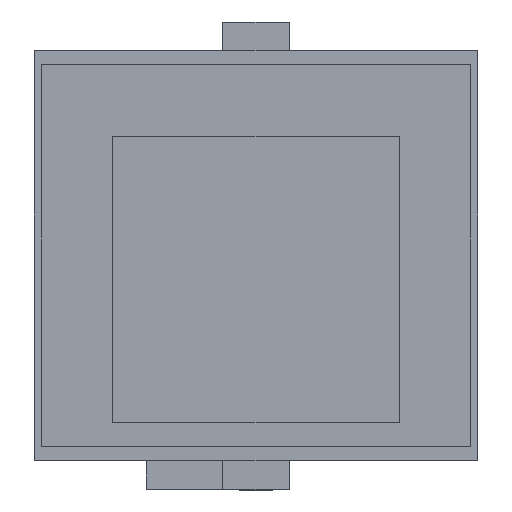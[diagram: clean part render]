
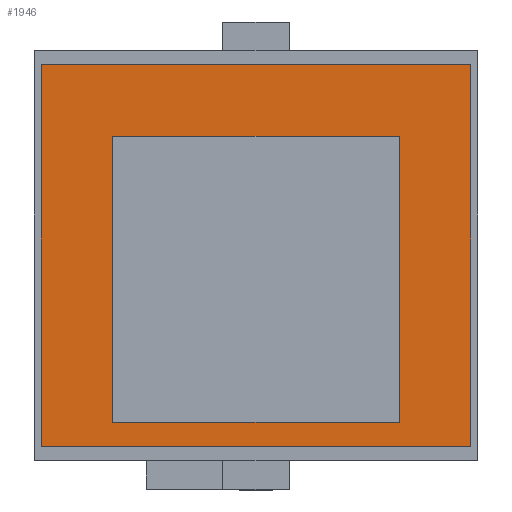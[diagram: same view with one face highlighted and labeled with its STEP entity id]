
A CAD part, top view. The second image highlights one B-rep face of the part: STEP entity #1946.
In plain terms, the highlighted planar face has unit normal (0, 0, 1).
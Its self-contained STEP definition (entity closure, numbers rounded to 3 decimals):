
#767 = PLANE('',#768);
#768 = AXIS2_PLACEMENT_3D('',#769,#770,#771);
#769 = CARTESIAN_POINT('',(-2.25,2.,0.186));
#770 = DIRECTION('',(0.,1.,0.));
#771 = DIRECTION('',(1.,0.,0.));
#794 = PLANE('',#795);
#795 = AXIS2_PLACEMENT_3D('',#796,#797,#798);
#796 = CARTESIAN_POINT('',(2.25,2.,0.186));
#797 = DIRECTION('',(1.,0.,0.));
#798 = DIRECTION('',(0.,-1.,0.));
#821 = PLANE('',#822);
#822 = AXIS2_PLACEMENT_3D('',#823,#824,#825);
#823 = CARTESIAN_POINT('',(2.25,-2.,0.186));
#824 = DIRECTION('',(0.,-1.,0.));
#825 = DIRECTION('',(-1.,0.,0.));
#846 = PLANE('',#847);
#847 = AXIS2_PLACEMENT_3D('',#848,#849,#850);
#848 = CARTESIAN_POINT('',(-2.25,-2.,0.186));
#849 = DIRECTION('',(-1.,0.,0.));
#850 = DIRECTION('',(0.,1.,0.));
#1269 = VERTEX_POINT('',#1270);
#1270 = CARTESIAN_POINT('',(-2.25,2.,0.));
#1291 = EDGE_CURVE('',#1269,#1292,#1294,.T.);
#1292 = VERTEX_POINT('',#1293);
#1293 = CARTESIAN_POINT('',(2.25,2.,0.));
#1294 = SURFACE_CURVE('',#1295,(#1299,#1305),.PCURVE_S1.);
#1295 = LINE('',#1296,#1297);
#1296 = CARTESIAN_POINT('',(-4.125,2.,0.));
#1297 = VECTOR('',#1298,1.);
#1298 = DIRECTION('',(1.,0.,0.));
#1299 = PCURVE('',#767,#1300);
#1300 = DEFINITIONAL_REPRESENTATION('',(#1301),#1304);
#1301 = B_SPLINE_CURVE_WITH_KNOTS('',1,(#1302,#1303),.UNSPECIFIED.,.F.,
  .F.,(2,2),(1.425,6.825),.PIECEWISE_BEZIER_KNOTS.);
#1302 = CARTESIAN_POINT('',(-0.45,0.186));
#1303 = CARTESIAN_POINT('',(4.95,0.186));
#1304 = ( GEOMETRIC_REPRESENTATION_CONTEXT(2) 
PARAMETRIC_REPRESENTATION_CONTEXT() REPRESENTATION_CONTEXT('2D SPACE',''
  ) );
#1305 = PCURVE('',#1306,#1311);
#1306 = PLANE('',#1307);
#1307 = AXIS2_PLACEMENT_3D('',#1308,#1309,#1310);
#1308 = CARTESIAN_POINT('',(-6.,-4.,0.));
#1309 = DIRECTION('',(0.,0.,1.));
#1310 = DIRECTION('',(1.,0.,0.));
#1311 = DEFINITIONAL_REPRESENTATION('',(#1312),#1315);
#1312 = B_SPLINE_CURVE_WITH_KNOTS('',1,(#1313,#1314),.UNSPECIFIED.,.F.,
  .F.,(2,2),(1.425,6.825),.PIECEWISE_BEZIER_KNOTS.);
#1313 = CARTESIAN_POINT('',(3.3,6.));
#1314 = CARTESIAN_POINT('',(8.7,6.));
#1315 = ( GEOMETRIC_REPRESENTATION_CONTEXT(2) 
PARAMETRIC_REPRESENTATION_CONTEXT() REPRESENTATION_CONTEXT('2D SPACE',''
  ) );
#1343 = VERTEX_POINT('',#1344);
#1344 = CARTESIAN_POINT('',(-2.25,-2.,0.));
#1365 = EDGE_CURVE('',#1343,#1269,#1366,.T.);
#1366 = SURFACE_CURVE('',#1367,(#1371,#1377),.PCURVE_S1.);
#1367 = LINE('',#1368,#1369);
#1368 = CARTESIAN_POINT('',(-2.25,-3.,0.));
#1369 = VECTOR('',#1370,1.);
#1370 = DIRECTION('',(0.,1.,0.));
#1371 = PCURVE('',#846,#1372);
#1372 = DEFINITIONAL_REPRESENTATION('',(#1373),#1376);
#1373 = B_SPLINE_CURVE_WITH_KNOTS('',1,(#1374,#1375),.UNSPECIFIED.,.F.,
  .F.,(2,2),(0.6,5.4),.PIECEWISE_BEZIER_KNOTS.);
#1374 = CARTESIAN_POINT('',(-0.4,0.186));
#1375 = CARTESIAN_POINT('',(4.4,0.186));
#1376 = ( GEOMETRIC_REPRESENTATION_CONTEXT(2) 
PARAMETRIC_REPRESENTATION_CONTEXT() REPRESENTATION_CONTEXT('2D SPACE',''
  ) );
#1377 = PCURVE('',#1306,#1378);
#1378 = DEFINITIONAL_REPRESENTATION('',(#1379),#1382);
#1379 = B_SPLINE_CURVE_WITH_KNOTS('',1,(#1380,#1381),.UNSPECIFIED.,.F.,
  .F.,(2,2),(0.6,5.4),.PIECEWISE_BEZIER_KNOTS.);
#1380 = CARTESIAN_POINT('',(3.75,1.6));
#1381 = CARTESIAN_POINT('',(3.75,6.4));
#1382 = ( GEOMETRIC_REPRESENTATION_CONTEXT(2) 
PARAMETRIC_REPRESENTATION_CONTEXT() REPRESENTATION_CONTEXT('2D SPACE',''
  ) );
#1390 = EDGE_CURVE('',#1292,#1391,#1393,.T.);
#1391 = VERTEX_POINT('',#1392);
#1392 = CARTESIAN_POINT('',(2.25,-2.,0.));
#1393 = SURFACE_CURVE('',#1394,(#1398,#1404),.PCURVE_S1.);
#1394 = LINE('',#1395,#1396);
#1395 = CARTESIAN_POINT('',(2.25,-1.,0.));
#1396 = VECTOR('',#1397,1.);
#1397 = DIRECTION('',(0.,-1.,0.));
#1398 = PCURVE('',#794,#1399);
#1399 = DEFINITIONAL_REPRESENTATION('',(#1400),#1403);
#1400 = B_SPLINE_CURVE_WITH_KNOTS('',1,(#1401,#1402),.UNSPECIFIED.,.F.,
  .F.,(2,2),(-3.4,1.4),.PIECEWISE_BEZIER_KNOTS.);
#1401 = CARTESIAN_POINT('',(-0.4,0.186));
#1402 = CARTESIAN_POINT('',(4.4,0.186));
#1403 = ( GEOMETRIC_REPRESENTATION_CONTEXT(2) 
PARAMETRIC_REPRESENTATION_CONTEXT() REPRESENTATION_CONTEXT('2D SPACE',''
  ) );
#1404 = PCURVE('',#1306,#1405);
#1405 = DEFINITIONAL_REPRESENTATION('',(#1406),#1409);
#1406 = B_SPLINE_CURVE_WITH_KNOTS('',1,(#1407,#1408),.UNSPECIFIED.,.F.,
  .F.,(2,2),(-3.4,1.4),.PIECEWISE_BEZIER_KNOTS.);
#1407 = CARTESIAN_POINT('',(8.25,6.4));
#1408 = CARTESIAN_POINT('',(8.25,1.6));
#1409 = ( GEOMETRIC_REPRESENTATION_CONTEXT(2) 
PARAMETRIC_REPRESENTATION_CONTEXT() REPRESENTATION_CONTEXT('2D SPACE',''
  ) );
#1437 = EDGE_CURVE('',#1391,#1343,#1438,.T.);
#1438 = SURFACE_CURVE('',#1439,(#1443,#1449),.PCURVE_S1.);
#1439 = LINE('',#1440,#1441);
#1440 = CARTESIAN_POINT('',(-1.875,-2.,0.));
#1441 = VECTOR('',#1442,1.);
#1442 = DIRECTION('',(-1.,0.,0.));
#1443 = PCURVE('',#821,#1444);
#1444 = DEFINITIONAL_REPRESENTATION('',(#1445),#1448);
#1445 = B_SPLINE_CURVE_WITH_KNOTS('',1,(#1446,#1447),.UNSPECIFIED.,.F.,
  .F.,(2,2),(-4.575,0.825),.PIECEWISE_BEZIER_KNOTS.);
#1446 = CARTESIAN_POINT('',(-0.45,0.186));
#1447 = CARTESIAN_POINT('',(4.95,0.186));
#1448 = ( GEOMETRIC_REPRESENTATION_CONTEXT(2) 
PARAMETRIC_REPRESENTATION_CONTEXT() REPRESENTATION_CONTEXT('2D SPACE',''
  ) );
#1449 = PCURVE('',#1306,#1450);
#1450 = DEFINITIONAL_REPRESENTATION('',(#1451),#1454);
#1451 = B_SPLINE_CURVE_WITH_KNOTS('',1,(#1452,#1453),.UNSPECIFIED.,.F.,
  .F.,(2,2),(-4.575,0.825),.PIECEWISE_BEZIER_KNOTS.);
#1452 = CARTESIAN_POINT('',(8.7,2.));
#1453 = CARTESIAN_POINT('',(3.3,2.));
#1454 = ( GEOMETRIC_REPRESENTATION_CONTEXT(2) 
PARAMETRIC_REPRESENTATION_CONTEXT() REPRESENTATION_CONTEXT('2D SPACE',''
  ) );
#1946 = ADVANCED_FACE('',(#1947,#1953),#1306,.T.);
#1947 = FACE_BOUND('',#1948,.T.);
#1948 = EDGE_LOOP('',(#1949,#1950,#1951,#1952));
#1949 = ORIENTED_EDGE('',*,*,#1291,.F.);
#1950 = ORIENTED_EDGE('',*,*,#1365,.F.);
#1951 = ORIENTED_EDGE('',*,*,#1437,.F.);
#1952 = ORIENTED_EDGE('',*,*,#1390,.F.);
#1953 = FACE_BOUND('',#1954,.T.);
#1954 = EDGE_LOOP('',(#1955,#1985,#2013,#2041));
#1955 = ORIENTED_EDGE('',*,*,#1956,.T.);
#1956 = EDGE_CURVE('',#1957,#1959,#1961,.T.);
#1957 = VERTEX_POINT('',#1958);
#1958 = CARTESIAN_POINT('',(-1.5,1.25,0.));
#1959 = VERTEX_POINT('',#1960);
#1960 = CARTESIAN_POINT('',(1.5,1.25,0.));
#1961 = SURFACE_CURVE('',#1962,(#1966,#1973),.PCURVE_S1.);
#1962 = LINE('',#1963,#1964);
#1963 = CARTESIAN_POINT('',(-1.5,1.25,0.));
#1964 = VECTOR('',#1965,1.);
#1965 = DIRECTION('',(1.,0.,0.));
#1966 = PCURVE('',#1306,#1967);
#1967 = DEFINITIONAL_REPRESENTATION('',(#1968),#1972);
#1968 = LINE('',#1969,#1970);
#1969 = CARTESIAN_POINT('',(4.5,5.25));
#1970 = VECTOR('',#1971,1.);
#1971 = DIRECTION('',(1.,0.));
#1972 = ( GEOMETRIC_REPRESENTATION_CONTEXT(2) 
PARAMETRIC_REPRESENTATION_CONTEXT() REPRESENTATION_CONTEXT('2D SPACE',''
  ) );
#1973 = PCURVE('',#1974,#1979);
#1974 = PLANE('',#1975);
#1975 = AXIS2_PLACEMENT_3D('',#1976,#1977,#1978);
#1976 = CARTESIAN_POINT('',(-1.5,1.25,0.));
#1977 = DIRECTION('',(0.,1.,0.));
#1978 = DIRECTION('',(1.,0.,0.));
#1979 = DEFINITIONAL_REPRESENTATION('',(#1980),#1984);
#1980 = LINE('',#1981,#1982);
#1981 = CARTESIAN_POINT('',(0.,0.));
#1982 = VECTOR('',#1983,1.);
#1983 = DIRECTION('',(1.,0.));
#1984 = ( GEOMETRIC_REPRESENTATION_CONTEXT(2) 
PARAMETRIC_REPRESENTATION_CONTEXT() REPRESENTATION_CONTEXT('2D SPACE',''
  ) );
#1985 = ORIENTED_EDGE('',*,*,#1986,.T.);
#1986 = EDGE_CURVE('',#1959,#1987,#1989,.T.);
#1987 = VERTEX_POINT('',#1988);
#1988 = CARTESIAN_POINT('',(1.5,-1.75,0.));
#1989 = SURFACE_CURVE('',#1990,(#1994,#2001),.PCURVE_S1.);
#1990 = LINE('',#1991,#1992);
#1991 = CARTESIAN_POINT('',(1.5,1.25,0.));
#1992 = VECTOR('',#1993,1.);
#1993 = DIRECTION('',(0.,-1.,0.));
#1994 = PCURVE('',#1306,#1995);
#1995 = DEFINITIONAL_REPRESENTATION('',(#1996),#2000);
#1996 = LINE('',#1997,#1998);
#1997 = CARTESIAN_POINT('',(7.5,5.25));
#1998 = VECTOR('',#1999,1.);
#1999 = DIRECTION('',(0.,-1.));
#2000 = ( GEOMETRIC_REPRESENTATION_CONTEXT(2) 
PARAMETRIC_REPRESENTATION_CONTEXT() REPRESENTATION_CONTEXT('2D SPACE',''
  ) );
#2001 = PCURVE('',#2002,#2007);
#2002 = PLANE('',#2003);
#2003 = AXIS2_PLACEMENT_3D('',#2004,#2005,#2006);
#2004 = CARTESIAN_POINT('',(1.5,1.25,0.));
#2005 = DIRECTION('',(1.,0.,0.));
#2006 = DIRECTION('',(0.,-1.,0.));
#2007 = DEFINITIONAL_REPRESENTATION('',(#2008),#2012);
#2008 = LINE('',#2009,#2010);
#2009 = CARTESIAN_POINT('',(0.,0.));
#2010 = VECTOR('',#2011,1.);
#2011 = DIRECTION('',(1.,0.));
#2012 = ( GEOMETRIC_REPRESENTATION_CONTEXT(2) 
PARAMETRIC_REPRESENTATION_CONTEXT() REPRESENTATION_CONTEXT('2D SPACE',''
  ) );
#2013 = ORIENTED_EDGE('',*,*,#2014,.T.);
#2014 = EDGE_CURVE('',#1987,#2015,#2017,.T.);
#2015 = VERTEX_POINT('',#2016);
#2016 = CARTESIAN_POINT('',(-1.5,-1.75,0.));
#2017 = SURFACE_CURVE('',#2018,(#2022,#2029),.PCURVE_S1.);
#2018 = LINE('',#2019,#2020);
#2019 = CARTESIAN_POINT('',(1.5,-1.75,0.));
#2020 = VECTOR('',#2021,1.);
#2021 = DIRECTION('',(-1.,0.,0.));
#2022 = PCURVE('',#1306,#2023);
#2023 = DEFINITIONAL_REPRESENTATION('',(#2024),#2028);
#2024 = LINE('',#2025,#2026);
#2025 = CARTESIAN_POINT('',(7.5,2.25));
#2026 = VECTOR('',#2027,1.);
#2027 = DIRECTION('',(-1.,0.));
#2028 = ( GEOMETRIC_REPRESENTATION_CONTEXT(2) 
PARAMETRIC_REPRESENTATION_CONTEXT() REPRESENTATION_CONTEXT('2D SPACE',''
  ) );
#2029 = PCURVE('',#2030,#2035);
#2030 = PLANE('',#2031);
#2031 = AXIS2_PLACEMENT_3D('',#2032,#2033,#2034);
#2032 = CARTESIAN_POINT('',(1.5,-1.75,0.));
#2033 = DIRECTION('',(0.,-1.,0.));
#2034 = DIRECTION('',(-1.,0.,0.));
#2035 = DEFINITIONAL_REPRESENTATION('',(#2036),#2040);
#2036 = LINE('',#2037,#2038);
#2037 = CARTESIAN_POINT('',(0.,0.));
#2038 = VECTOR('',#2039,1.);
#2039 = DIRECTION('',(1.,0.));
#2040 = ( GEOMETRIC_REPRESENTATION_CONTEXT(2) 
PARAMETRIC_REPRESENTATION_CONTEXT() REPRESENTATION_CONTEXT('2D SPACE',''
  ) );
#2041 = ORIENTED_EDGE('',*,*,#2042,.T.);
#2042 = EDGE_CURVE('',#2015,#1957,#2043,.T.);
#2043 = SURFACE_CURVE('',#2044,(#2048,#2055),.PCURVE_S1.);
#2044 = LINE('',#2045,#2046);
#2045 = CARTESIAN_POINT('',(-1.5,-1.75,0.));
#2046 = VECTOR('',#2047,1.);
#2047 = DIRECTION('',(0.,1.,0.));
#2048 = PCURVE('',#1306,#2049);
#2049 = DEFINITIONAL_REPRESENTATION('',(#2050),#2054);
#2050 = LINE('',#2051,#2052);
#2051 = CARTESIAN_POINT('',(4.5,2.25));
#2052 = VECTOR('',#2053,1.);
#2053 = DIRECTION('',(0.,1.));
#2054 = ( GEOMETRIC_REPRESENTATION_CONTEXT(2) 
PARAMETRIC_REPRESENTATION_CONTEXT() REPRESENTATION_CONTEXT('2D SPACE',''
  ) );
#2055 = PCURVE('',#2056,#2061);
#2056 = PLANE('',#2057);
#2057 = AXIS2_PLACEMENT_3D('',#2058,#2059,#2060);
#2058 = CARTESIAN_POINT('',(-1.5,-1.75,0.));
#2059 = DIRECTION('',(-1.,0.,0.));
#2060 = DIRECTION('',(0.,1.,0.));
#2061 = DEFINITIONAL_REPRESENTATION('',(#2062),#2066);
#2062 = LINE('',#2063,#2064);
#2063 = CARTESIAN_POINT('',(0.,0.));
#2064 = VECTOR('',#2065,1.);
#2065 = DIRECTION('',(1.,0.));
#2066 = ( GEOMETRIC_REPRESENTATION_CONTEXT(2) 
PARAMETRIC_REPRESENTATION_CONTEXT() REPRESENTATION_CONTEXT('2D SPACE',''
  ) );
